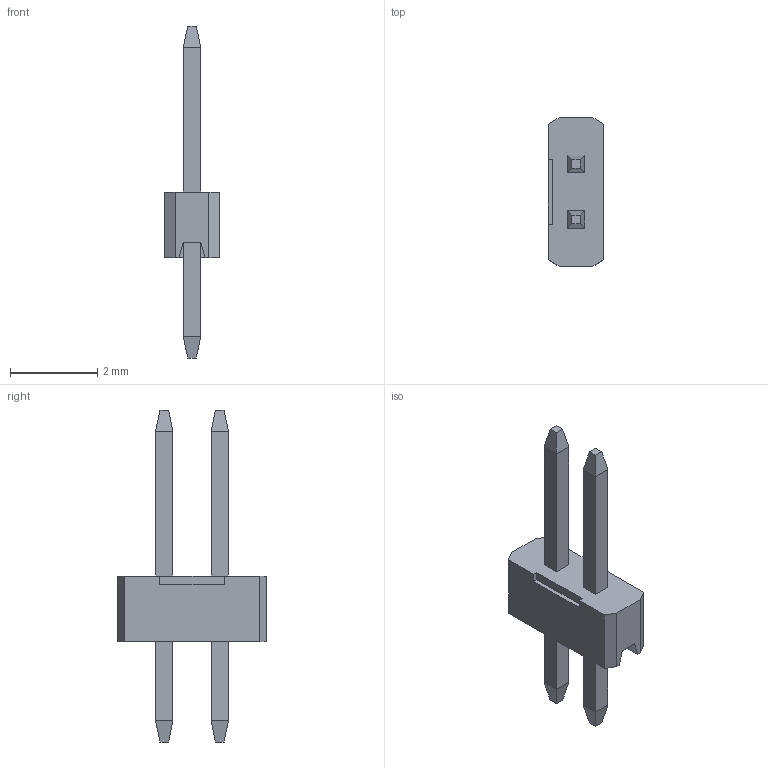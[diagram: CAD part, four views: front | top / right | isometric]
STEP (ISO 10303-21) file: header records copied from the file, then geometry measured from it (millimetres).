
FILE_DESCRIPTION (( 'STEP AP214' ), '1' );
FILE_NAME ('PIN2R1W_127P_00D_280L_TH.STEP', '2017-10-25T12:40:48', ( 'zzlei-NEK' ), ( '' ), 'SwSTEP 2.0', 'SolidWorks 2014', '' );
FILE_SCHEMA (( 'AUTOMOTIVE_DESIGN' ));
Length unit declared in the file: millimetre
Products named in the file (6): 62200421121_5; 62200421121_4; 62200421121_3; 62200421121_2; 62200421121_1; PIN2R1W_127P_00D_280L_TH
Assembly tree (3 placements, depth 2):
  62200421121_4
  62200421121_2
  PIN2R1W_127P_00D_280L_TH
    62200421121_1
    62200421121_3
    62200421121_5
Bounding box: 1.27 x 3.4 x 7.6 mm (x, y, z)
Volume: 7.8 mm3; surface area: 50 mm2
Topology: 3 solids, 3 shells, 56 faces, 136 edges, 84 vertices
Faces by surface type: plane 56
Entity records: 2072 total; most frequent: CARTESIAN_POINT 282, ORIENTED_EDGE 272, DIRECTION 260, LINE 136, EDGE_CURVE 136, VECTOR 136, VERTEX_POINT 84, AXIS2_PLACEMENT_3D 62
